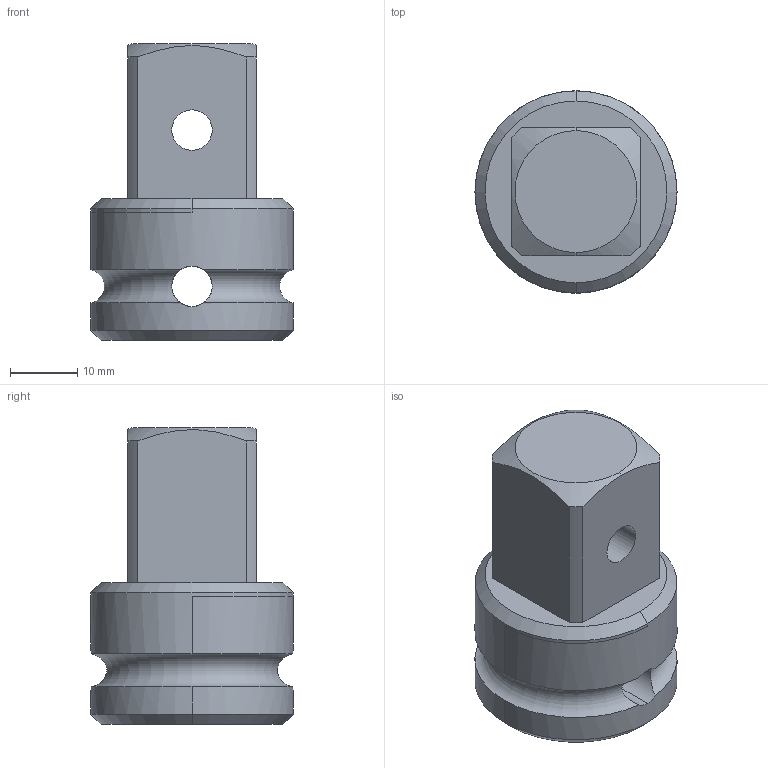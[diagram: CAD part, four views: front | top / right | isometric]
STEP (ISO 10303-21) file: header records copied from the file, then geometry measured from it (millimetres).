
FILE_DESCRIPTION((''),'2;1');
FILE_NAME('4027133522','2023-08-22T12:31:13',('A00565553'),(''),'CREO PARAMETRIC BY PTC INC, 2022414','CREO PARAMETRIC BY PTC INC, 2022414','');
FILE_SCHEMA(('CONFIG_CONTROL_DESIGN','GEOMETRIC_VALIDATION_PROPERTIES_MIM'));
Length unit declared in the file: millimetre
Products named in the file (1): 4027133522
Bounding box: 30 x 30 x 44 mm (x, y, z)
Volume: 18501.2 mm3; surface area: 6170.1 mm2
Topology: 1 solids, 1 shells, 48 faces, 133 edges, 86 vertices
Faces by surface type: cylinder 19, plane 17, cone 10, torus 2
Entity records: 2262 total; most frequent: CARTESIAN_POINT 519, ORIENTED_EDGE 266, DIRECTION 244, PRESENTATION_STYLE_ASSIGNMENT 134, STYLED_ITEM 134, CURVE_STYLE 133, EDGE_CURVE 133, AXIS2_PLACEMENT_3D 96
